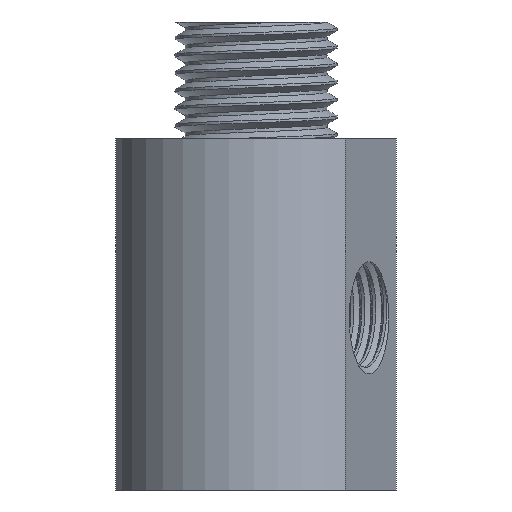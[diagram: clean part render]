
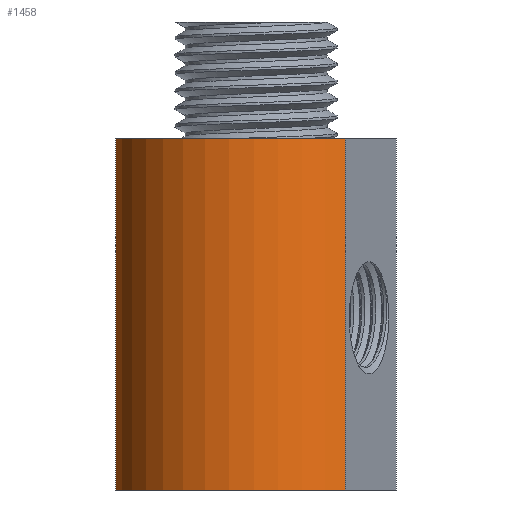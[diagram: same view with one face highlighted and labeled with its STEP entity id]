
A CAD part, front view. The second image highlights one B-rep face of the part: STEP entity #1458.
In plain terms, the highlighted cylindrical face has radius 12.124 mm (diameter 24.249 mm), a partial arc.
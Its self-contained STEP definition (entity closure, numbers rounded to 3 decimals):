
#116=FACE_OUTER_BOUND('',#197,.T.);
#197=EDGE_LOOP('',(#1245,#1246,#1247,#1248));
#228=CIRCLE('',#1553,12.124);
#229=CIRCLE('',#1554,12.124);
#437=LINE('',#4944,#485);
#439=LINE('',#6390,#487);
#485=VECTOR('',#1717,10.);
#487=VECTOR('',#1755,10.);
#626=VERTEX_POINT('',#4937);
#629=VERTEX_POINT('',#4942);
#636=VERTEX_POINT('',#6386);
#637=VERTEX_POINT('',#6388);
#828=EDGE_CURVE('',#626,#629,#437,.T.);
#855=EDGE_CURVE('',#636,#626,#228,.T.);
#856=EDGE_CURVE('',#637,#629,#229,.T.);
#857=EDGE_CURVE('',#636,#637,#439,.T.);
#1245=ORIENTED_EDGE('',*,*,#855,.T.);
#1246=ORIENTED_EDGE('',*,*,#828,.T.);
#1247=ORIENTED_EDGE('',*,*,#856,.F.);
#1248=ORIENTED_EDGE('',*,*,#857,.F.);
#1386=CYLINDRICAL_SURFACE('',#1552,12.124);
#1458=ADVANCED_FACE('',(#116),#1386,.T.);
#1552=AXIS2_PLACEMENT_3D('',#6385,#1749,#1750);
#1553=AXIS2_PLACEMENT_3D('',#6387,#1751,#1752);
#1554=AXIS2_PLACEMENT_3D('',#6389,#1753,#1754);
#1717=DIRECTION('',(0.,0.,1.));
#1749=DIRECTION('center_axis',(0.,0.,1.));
#1750=DIRECTION('ref_axis',(1.,0.,0.));
#1751=DIRECTION('center_axis',(0.,0.,1.));
#1752=DIRECTION('ref_axis',(1.,0.,0.));
#1753=DIRECTION('center_axis',(0.,0.,1.));
#1754=DIRECTION('ref_axis',(1.,0.,0.));
#1755=DIRECTION('',(0.,0.,1.));
#4937=CARTESIAN_POINT('',(7.629,-9.424,0.));
#4942=CARTESIAN_POINT('',(7.629,-9.424,30.));
#4944=CARTESIAN_POINT('',(7.629,-9.424,0.));
#6385=CARTESIAN_POINT('Origin',(0.,0.,0.));
#6386=CARTESIAN_POINT('',(-11.975,-1.895,0.));
#6387=CARTESIAN_POINT('Origin',(0.,0.,0.));
#6388=CARTESIAN_POINT('',(-11.975,-1.895,30.));
#6389=CARTESIAN_POINT('Origin',(0.,0.,30.));
#6390=CARTESIAN_POINT('',(-11.975,-1.895,0.));
